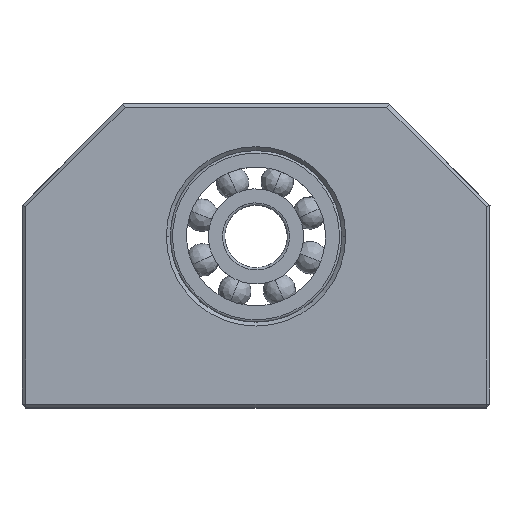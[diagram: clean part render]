
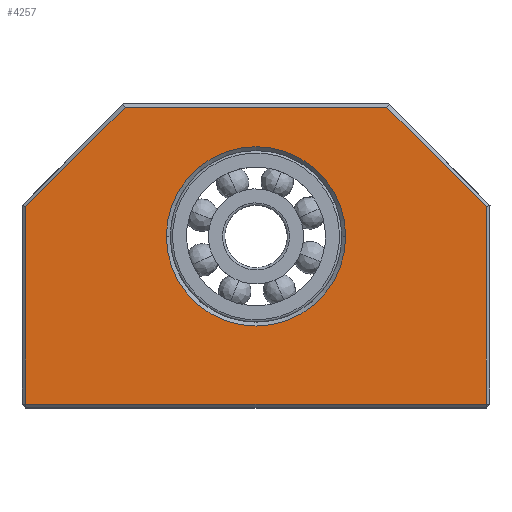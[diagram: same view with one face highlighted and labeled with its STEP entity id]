
A CAD part, top view. The second image highlights one B-rep face of the part: STEP entity #4257.
In plain terms, the highlighted planar face has unit normal (0, 0, 1).
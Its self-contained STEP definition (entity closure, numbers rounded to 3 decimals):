
#470 = ORIENTED_EDGE ( 'NONE', *, *, #11268, .F. ) ;
#750 = AXIS2_PLACEMENT_3D ( 'NONE', #8519, #7205, #5893 ) ;
#811 = VERTEX_POINT ( 'NONE', #8780 ) ;
#858 = VECTOR ( 'NONE', #6837, 1000. ) ;
#1166 = VECTOR ( 'NONE', #8086, 1000. ) ;
#1480 = DIRECTION ( 'NONE',  ( -1., 0., 0. ) ) ;
#1575 = VECTOR ( 'NONE', #1480, 1000. ) ;
#1822 = EDGE_LOOP ( 'NONE', ( #4074, #3370, #4745, #9356, #10119, #10966 ) ) ;
#1832 = EDGE_LOOP ( 'NONE', ( #7187, #470 ) ) ;
#2047 = FACE_BOUND ( 'NONE', #1832, .T. ) ;
#2228 = AXIS2_PLACEMENT_3D ( 'NONE', #6848, #5540, #4247 ) ;
#2643 = AXIS2_PLACEMENT_3D ( 'NONE', #7686, #6374, #5055 ) ;
#2771 = CARTESIAN_POINT ( 'NONE',  ( 0., 38.5, 20. ) ) ;
#3327 = DIRECTION ( 'NONE',  ( 1., 0., 0. ) ) ;
#3370 = ORIENTED_EDGE ( 'NONE', *, *, #3520, .T. ) ;
#3520 = EDGE_CURVE ( 'NONE', #9619, #11797, #4065, .T. ) ;
#3533 = VERTEX_POINT ( 'NONE', #7683 ) ;
#4065 = LINE ( 'NONE', #2771, #1575 ) ;
#4074 = ORIENTED_EDGE ( 'NONE', *, *, #10963, .T. ) ;
#4104 = VECTOR ( 'NONE', #9162, 1000. ) ;
#4247 = DIRECTION ( 'NONE',  ( 1., 0., 0. ) ) ;
#4257 = ADVANCED_FACE ( 'NONE', ( #2047, #11568 ), #8165, .T. ) ;
#4624 = CARTESIAN_POINT ( 'NONE',  ( 0., 0.5, 20. ) ) ;
#4745 = ORIENTED_EDGE ( 'NONE', *, *, #8925, .T. ) ;
#5055 = DIRECTION ( 'NONE',  ( 1., 0., 0. ) ) ;
#5255 = VERTEX_POINT ( 'NONE', #9360 ) ;
#5540 = DIRECTION ( 'NONE',  ( 0., 0., 1. ) ) ;
#5788 = CARTESIAN_POINT ( 'NONE',  ( 29.5, 0.5, 20. ) ) ;
#5851 = CARTESIAN_POINT ( 'NONE',  ( -29.5, 25.793, 20. ) ) ;
#5856 = DIRECTION ( 'NONE',  ( 0., -1., 0. ) ) ;
#5893 = DIRECTION ( 'NONE',  ( 1., 0., 0. ) ) ;
#5920 = LINE ( 'NONE', #4624, #7267 ) ;
#6045 = VERTEX_POINT ( 'NONE', #5788 ) ;
#6189 = EDGE_CURVE ( 'NONE', #9500, #10724, #9794, .T. ) ;
#6374 = DIRECTION ( 'NONE',  ( 0., 0., 1. ) ) ;
#6570 = CIRCLE ( 'NONE', #750, 11.5 ) ;
#6699 = EDGE_CURVE ( 'NONE', #10724, #6045, #5920, .T. ) ;
#6837 = DIRECTION ( 'NONE',  ( 0., 1., 0. ) ) ;
#6848 = CARTESIAN_POINT ( 'NONE',  ( -29.5, 0.5, 20. ) ) ;
#7170 = CARTESIAN_POINT ( 'NONE',  ( -29.5, 19.5, 20. ) ) ;
#7187 = ORIENTED_EDGE ( 'NONE', *, *, #9988, .F. ) ;
#7205 = DIRECTION ( 'NONE',  ( 0., 0., 1. ) ) ;
#7267 = VECTOR ( 'NONE', #3327, 1000. ) ;
#7500 = CIRCLE ( 'NONE', #2643, 11.5 ) ;
#7683 = CARTESIAN_POINT ( 'NONE',  ( 11.5, 22., 20. ) ) ;
#7686 = CARTESIAN_POINT ( 'NONE',  ( 0., 22., 20. ) ) ;
#8086 = DIRECTION ( 'NONE',  ( -0.707, 0.707, 0. ) ) ;
#8153 = CARTESIAN_POINT ( 'NONE',  ( 29.5, 19.5, 20. ) ) ;
#8165 = PLANE ( 'NONE',  #2228 ) ;
#8255 = VECTOR ( 'NONE', #5856, 1000. ) ;
#8519 = CARTESIAN_POINT ( 'NONE',  ( 0., 22., 20. ) ) ;
#8780 = CARTESIAN_POINT ( 'NONE',  ( 29.5, 25.793, 20. ) ) ;
#8874 = CARTESIAN_POINT ( 'NONE',  ( -16.793, 38.5, 20. ) ) ;
#8925 = EDGE_CURVE ( 'NONE', #11797, #9500, #11777, .T. ) ;
#9162 = DIRECTION ( 'NONE',  ( -0.707, -0.707, 0. ) ) ;
#9356 = ORIENTED_EDGE ( 'NONE', *, *, #6189, .T. ) ;
#9360 = CARTESIAN_POINT ( 'NONE',  ( -11.5, 22., 20. ) ) ;
#9396 = CARTESIAN_POINT ( 'NONE',  ( 29.5, 25.793, 20. ) ) ;
#9468 = LINE ( 'NONE', #8153, #858 ) ;
#9500 = VERTEX_POINT ( 'NONE', #5851 ) ;
#9533 = CARTESIAN_POINT ( 'NONE',  ( -29.5, 0.5, 20. ) ) ;
#9619 = VERTEX_POINT ( 'NONE', #9933 ) ;
#9794 = LINE ( 'NONE', #7170, #8255 ) ;
#9933 = CARTESIAN_POINT ( 'NONE',  ( 16.793, 38.5, 20. ) ) ;
#9988 = EDGE_CURVE ( 'NONE', #3533, #5255, #7500, .T. ) ;
#10119 = ORIENTED_EDGE ( 'NONE', *, *, #6699, .T. ) ;
#10482 = CARTESIAN_POINT ( 'NONE',  ( -16.793, 38.5, 20. ) ) ;
#10709 = LINE ( 'NONE', #9396, #1166 ) ;
#10724 = VERTEX_POINT ( 'NONE', #9533 ) ;
#10963 = EDGE_CURVE ( 'NONE', #811, #9619, #10709, .T. ) ;
#10966 = ORIENTED_EDGE ( 'NONE', *, *, #11035, .T. ) ;
#11035 = EDGE_CURVE ( 'NONE', #6045, #811, #9468, .T. ) ;
#11268 = EDGE_CURVE ( 'NONE', #5255, #3533, #6570, .T. ) ;
#11568 = FACE_OUTER_BOUND ( 'NONE', #1822, .T. ) ;
#11777 = LINE ( 'NONE', #10482, #4104 ) ;
#11797 = VERTEX_POINT ( 'NONE', #8874 ) ;
